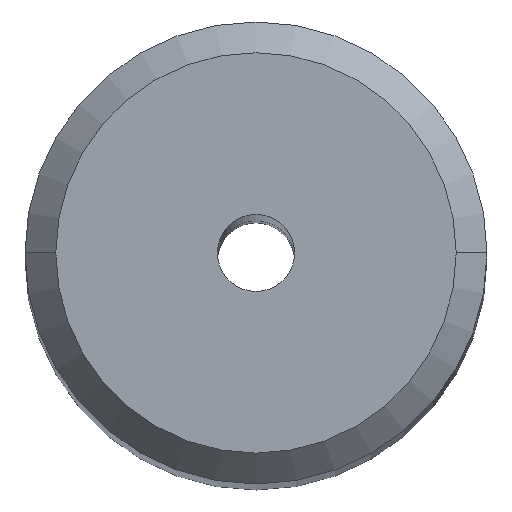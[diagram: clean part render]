
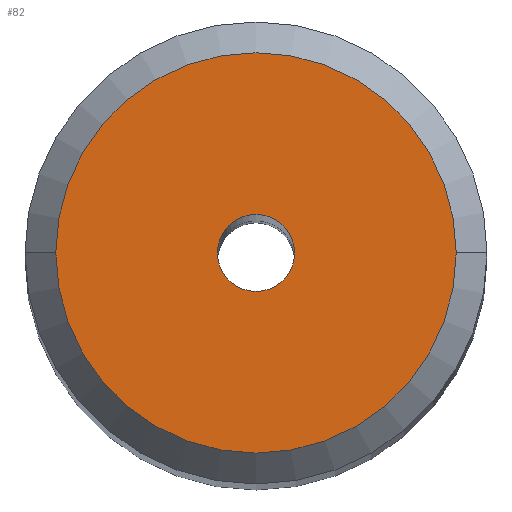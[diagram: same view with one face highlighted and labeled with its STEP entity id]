
A CAD part, top view. The second image highlights one B-rep face of the part: STEP entity #82.
In plain terms, the highlighted planar face has unit normal (0, 0, 1).
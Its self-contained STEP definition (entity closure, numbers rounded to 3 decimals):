
#82=ADVANCED_FACE('',(#118,#119),#120,.T.);
#118=FACE_BOUND('',#171,.T.);
#119=FACE_OUTER_BOUND('',#172,.T.);
#120=PLANE('',#173);
#171=EDGE_LOOP('',(#268,#269));
#172=EDGE_LOOP('',(#270,#271));
#173=AXIS2_PLACEMENT_3D('',#272,#273,#274);
#268=ORIENTED_EDGE('',*,*,#376,.T.);
#269=ORIENTED_EDGE('',*,*,#377,.T.);
#270=ORIENTED_EDGE('',*,*,#365,.F.);
#271=ORIENTED_EDGE('',*,*,#381,.F.);
#272=CARTESIAN_POINT('',(0.0,0.0,0.0));
#273=DIRECTION('',(0.0,0.0,1.0));
#274=DIRECTION('',(-1.0,0.0,0.0));
#365=EDGE_CURVE('',#413,#409,#415,.T.);
#376=EDGE_CURVE('',#428,#432,#434,.T.);
#377=EDGE_CURVE('',#432,#428,#435,.T.);
#381=EDGE_CURVE('',#409,#413,#439,.T.);
#409=VERTEX_POINT('',#481);
#413=VERTEX_POINT('',#486);
#415=CIRCLE('',#489,2.6);
#428=VERTEX_POINT('',#506);
#432=VERTEX_POINT('',#511);
#434=CIRCLE('',#514,0.5);
#435=CIRCLE('',#515,0.5);
#439=CIRCLE('',#519,2.6);
#481=CARTESIAN_POINT('',(-2.6,0.,0.0));
#486=CARTESIAN_POINT('',(2.6,0.,0.0));
#489=AXIS2_PLACEMENT_3D('',#573,#574,#575);
#506=CARTESIAN_POINT('',(0.5,0.0,0.0));
#511=CARTESIAN_POINT('',(-0.5,0.,0.0));
#514=AXIS2_PLACEMENT_3D('',#594,#595,#596);
#515=AXIS2_PLACEMENT_3D('',#597,#598,#599);
#519=AXIS2_PLACEMENT_3D('',#609,#610,#611);
#573=CARTESIAN_POINT('',(0.0,0.0,0.0));
#574=DIRECTION('',(0.0,0.0,-1.0));
#575=DIRECTION('',(-1.0,0.0,0.0));
#594=CARTESIAN_POINT('',(0.0,0.0,0.0));
#595=DIRECTION('',(0.0,0.0,-1.0));
#596=DIRECTION('',(1.0,0.0,0.0));
#597=CARTESIAN_POINT('',(0.0,0.0,0.0));
#598=DIRECTION('',(0.0,0.0,-1.0));
#599=DIRECTION('',(1.0,0.0,0.0));
#609=CARTESIAN_POINT('',(0.0,0.0,0.0));
#610=DIRECTION('',(0.0,0.0,-1.0));
#611=DIRECTION('',(-1.0,0.0,0.0));
